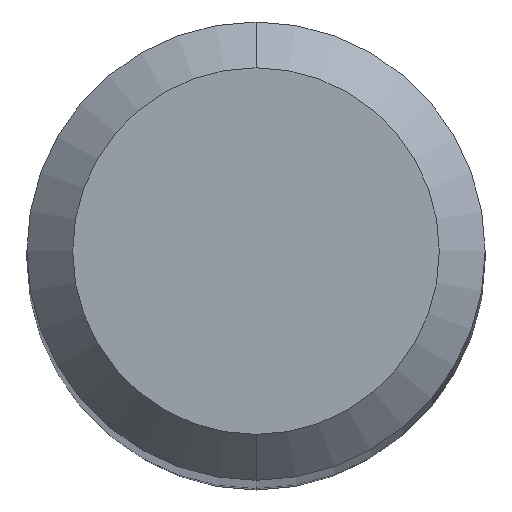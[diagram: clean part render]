
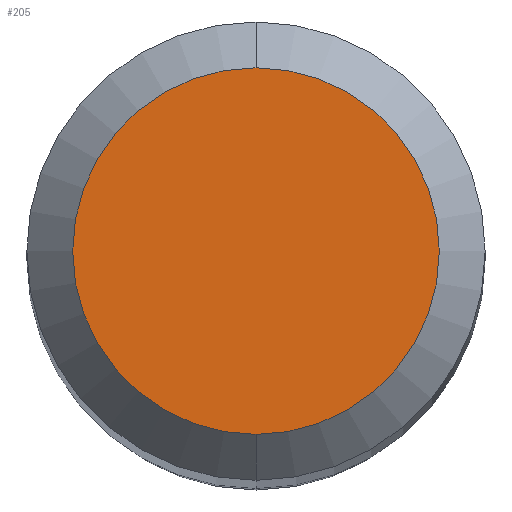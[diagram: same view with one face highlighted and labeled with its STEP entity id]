
A CAD part, top view. The second image highlights one B-rep face of the part: STEP entity #205.
In plain terms, the highlighted planar face has unit normal (0, 0, 1).
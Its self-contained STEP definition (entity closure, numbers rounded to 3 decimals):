
#205=ADVANCED_FACE('',(#500),#501,.T.);
#229=EDGE_CURVE('',#289,#383,#529,.T.);
#267=EDGE_CURVE('',#383,#289,#571,.T.);
#289=VERTEX_POINT('',#595);
#383=VERTEX_POINT('',#698);
#500=FACE_OUTER_BOUND('',#839,.T.);
#501=PLANE('',#840);
#529=CIRCLE('',#872,1.2);
#571=CIRCLE('',#973,1.2);
#595=CARTESIAN_POINT('',(0.0,1.2,29.113));
#698=CARTESIAN_POINT('',(0.,-1.2,29.113));
#839=EDGE_LOOP('',(#1474,#1475));
#840=AXIS2_PLACEMENT_3D('',#1476,#1477,#1478);
#872=AXIS2_PLACEMENT_3D('',#1513,#1514,#1515);
#973=AXIS2_PLACEMENT_3D('',#1559,#1560,#1561);
#1474=ORIENTED_EDGE('',*,*,#229,.F.);
#1475=ORIENTED_EDGE('',*,*,#267,.F.);
#1476=CARTESIAN_POINT('',(0.0,0.6,29.113));
#1477=DIRECTION('',(-0.0,0.0,1.0));
#1478=DIRECTION('',(0.0,-1.0,0.0));
#1513=CARTESIAN_POINT('',(0.0,0.0,29.113));
#1514=DIRECTION('',(0.0,0.0,-1.0));
#1515=DIRECTION('',(0.0,1.0,0.0));
#1559=CARTESIAN_POINT('',(0.0,0.0,29.113));
#1560=DIRECTION('',(0.0,0.0,-1.0));
#1561=DIRECTION('',(0.0,1.0,0.0));
